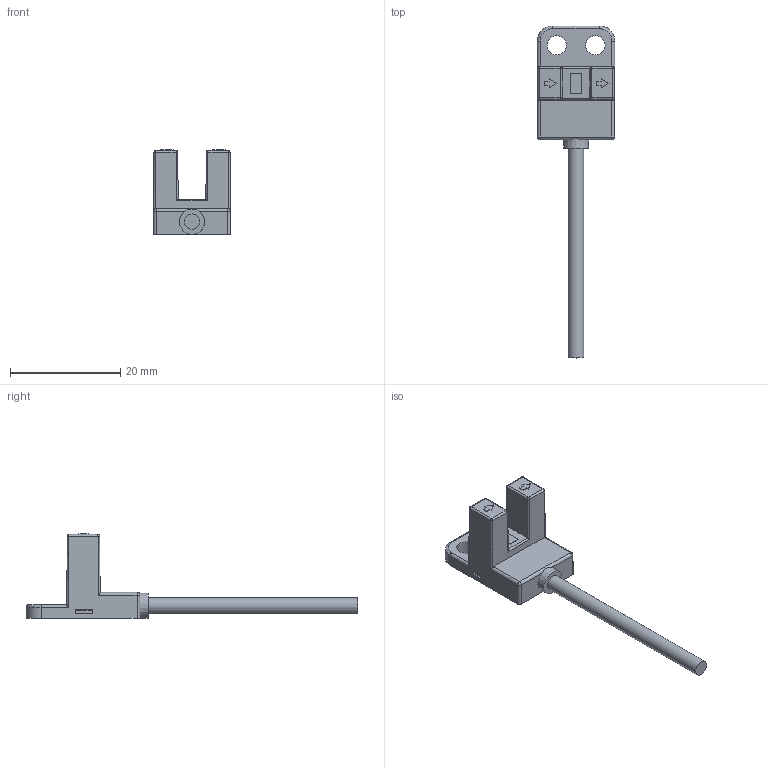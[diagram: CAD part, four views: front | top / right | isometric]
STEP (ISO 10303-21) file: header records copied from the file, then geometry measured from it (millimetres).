
FILE_DESCRIPTION(/* description */ (''),/* implementation_level */ '2;1');
FILE_NAME(/* name */ '',/* time_stamp */ '2022-03-21T09:06:02+08:00',/* author */ (''),/* organization */ (''),/* preprocessor_version */ 'ST-DEVELOPER v14',/* originating_system */ 'SIEMENS PLM Software NX 8.0',/* authorisation */ '');
FILE_SCHEMA (('AUTOMOTIVE_DESIGN { 1 0 10303 214 3 1 1 1 }'));
Length unit declared in the file: millimetre
Products named in the file (1): Admi12ACEC892iv1
Bounding box: 14.02 x 60.1 x 15.35 mm (x, y, z)
Volume: 1920.8 mm3; surface area: 1649.9 mm2
Topology: 1 solids, 1 shells, 128 faces, 335 edges, 205 vertices
Faces by surface type: plane 78, cylinder 33, sphere 10, cone 5, bspline 2
Full cylindrical faces by diameter (mm): 2.8 x1, 3.5 x2
Entity records: 3918 total; most frequent: CARTESIAN_POINT 758, DIRECTION 650, ORIENTED_EDGE 636, EDGE_CURVE 318, LINE 230, VECTOR 230, AXIS2_PLACEMENT_3D 210, VERTEX_POINT 202
